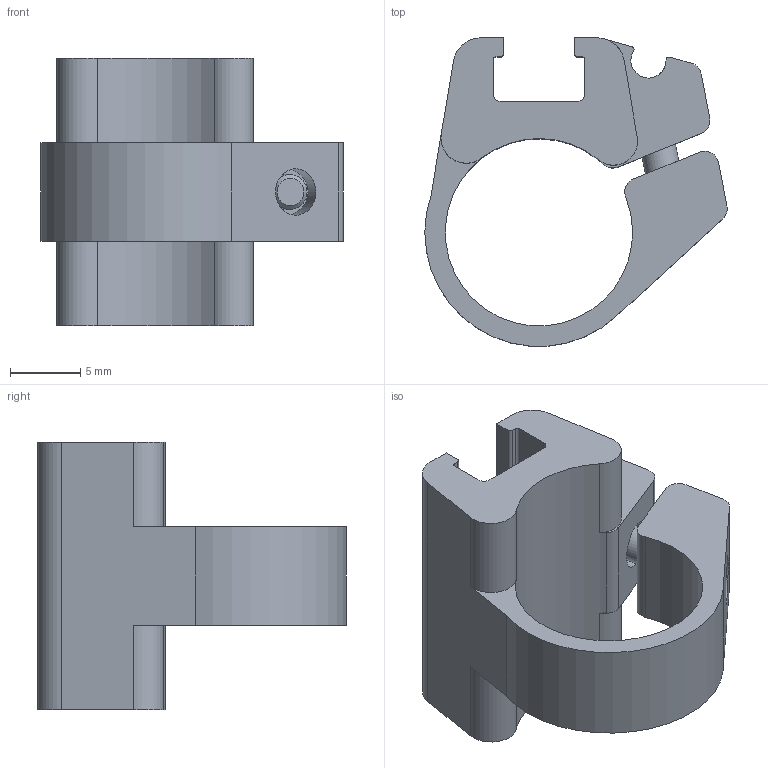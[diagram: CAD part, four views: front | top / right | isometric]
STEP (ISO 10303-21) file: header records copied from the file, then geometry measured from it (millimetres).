
FILE_DESCRIPTION(/* description */ ('STEP AP214'),/* implementation_level */ '2;1');
FILE_NAME(/* name */ '175093_SMBR-8-12',/* time_stamp */ '2024-09-10T14:38:30+02:00',/* author */ ('License CC BY-ND 4.0'),/* organization */ ('CADENAS'),/* preprocessor_version */ 'ST-DEVELOPER v19.3',/* originating_system */ 'PARTsolutions',/* authorisation */ ' ');
FILE_SCHEMA (('AUTOMOTIVE_DESIGN {1 0 10303 214 3 1 1}'));
Length unit declared in the file: millimetre
Products named in the file (1): 175093 SMBR-8-12
Bounding box: 21.46 x 21.87 x 19 mm (x, y, z)
Volume: 2144.4 mm3; surface area: 2196.1 mm2
Topology: 1 solids, 1 shells, 72 faces, 195 edges, 130 vertices
Faces by surface type: plane 36, cylinder 32, cone 3, torus 1
Full cylindrical faces by diameter (mm): 2.5 x2, 3.3 x3, 5 x1
Entity records: 2254 total; most frequent: CARTESIAN_POINT 422, DIRECTION 389, ORIENTED_EDGE 360, EDGE_CURVE 180, AXIS2_PLACEMENT_3D 147, VERTEX_POINT 125, LINE 95, VECTOR 95
